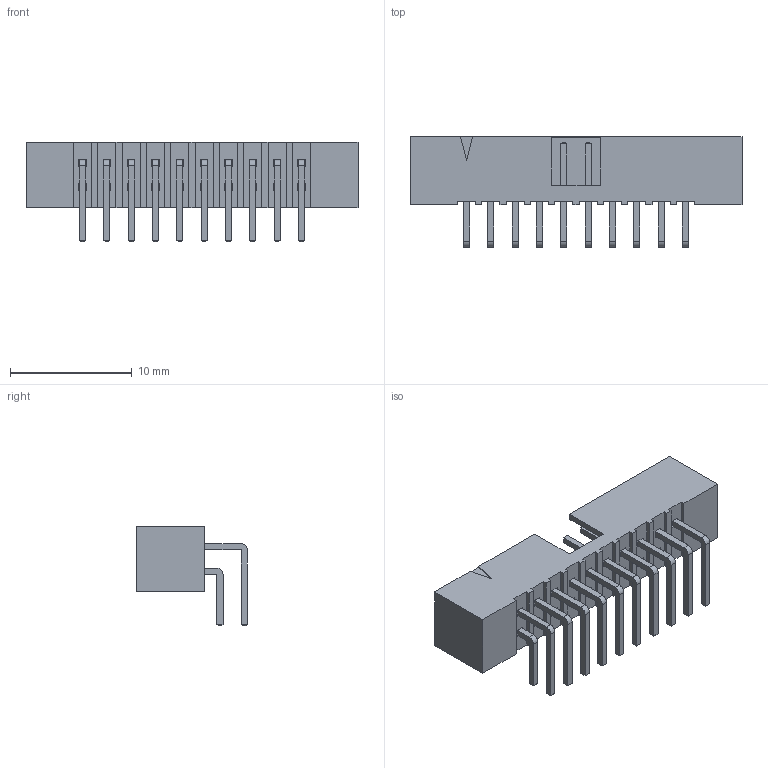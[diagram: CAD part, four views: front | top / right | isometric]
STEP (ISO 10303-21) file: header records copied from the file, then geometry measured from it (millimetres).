
FILE_DESCRIPTION (( 'STEP AP203' ), '1' );
FILE_NAME ('11096, SBH21-NBPN-D10-RA-_ _.STEP', '2015-09-03T07:28:46', ( 'LUANN HERRING' ), ( 'SULLINS' ), 'SwSTEP 2.0', 'SolidWorks 2015', '' );
FILE_SCHEMA (( 'CONFIG_CONTROL_DESIGN' ));
Length unit declared in the file: inch
Products named in the file (2): 11096, SBH21-NBPN-D10-RA-_ _
Bounding box: 27.3 x 9.1 x 8.2 mm (x, y, z)
Volume: 386.6 mm3; surface area: 1366.3 mm2
Topology: 1 solids, 1 shells, 562 faces, 1316 edges, 796 vertices
Faces by surface type: plane 542, cylinder 20
Entity records: 15585 total; most frequent: CARTESIAN_POINT 2676, ORIENTED_EDGE 2632, DIRECTION 2484, EDGE_CURVE 1316, LINE 1276, VECTOR 1276, VERTEX_POINT 796, AXIS2_PLACEMENT_3D 604
